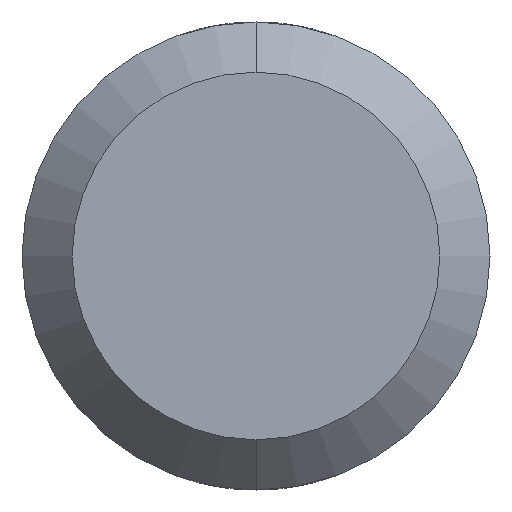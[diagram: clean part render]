
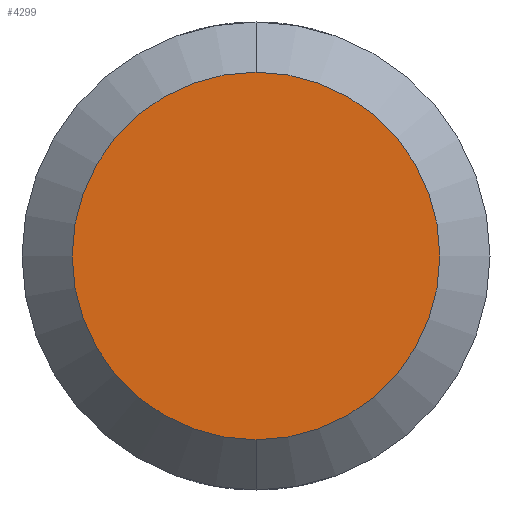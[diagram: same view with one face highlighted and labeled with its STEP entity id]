
A CAD part, front view. The second image highlights one B-rep face of the part: STEP entity #4299.
In plain terms, the highlighted planar face has unit normal (0, -1, 0).
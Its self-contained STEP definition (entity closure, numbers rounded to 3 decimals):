
#158 = CARTESIAN_POINT ( 'NONE',  ( 0., 0., 0. ) ) ;
#465 = VERTEX_POINT ( 'NONE', #745 ) ;
#528 = ORIENTED_EDGE ( 'NONE', *, *, #5714, .T. ) ;
#745 = CARTESIAN_POINT ( 'NONE',  ( 0., 0., -11. ) ) ;
#1561 = AXIS2_PLACEMENT_3D ( 'NONE', #4938, #3353, #6486 ) ;
#1622 = DIRECTION ( 'NONE',  ( 0., 0., -1. ) ) ;
#1986 = CARTESIAN_POINT ( 'NONE',  ( 0., 0., 0. ) ) ;
#2163 = DIRECTION ( 'NONE',  ( 0., -1., 0. ) ) ;
#2222 = PLANE ( 'NONE',  #1561 ) ;
#2591 = AXIS2_PLACEMENT_3D ( 'NONE', #158, #2163, #1622 ) ;
#3353 = DIRECTION ( 'NONE',  ( 0., -1., 0. ) ) ;
#3464 = DIRECTION ( 'NONE',  ( 0., 0., -1. ) ) ;
#3572 = FACE_OUTER_BOUND ( 'NONE', #4714, .T. ) ;
#3803 = CIRCLE ( 'NONE', #4497, 11. ) ;
#4299 = ADVANCED_FACE ( 'NONE', ( #3572 ), #2222, .T. ) ;
#4497 = AXIS2_PLACEMENT_3D ( 'NONE', #1986, #5528, #3464 ) ;
#4706 = EDGE_CURVE ( 'NONE', #6497, #465, #5362, .T. ) ;
#4714 = EDGE_LOOP ( 'NONE', ( #4992, #528 ) ) ;
#4938 = CARTESIAN_POINT ( 'NONE',  ( 11., 0., 0. ) ) ;
#4992 = ORIENTED_EDGE ( 'NONE', *, *, #4706, .T. ) ;
#5362 = CIRCLE ( 'NONE', #2591, 11. ) ;
#5528 = DIRECTION ( 'NONE',  ( 0., -1., 0. ) ) ;
#5714 = EDGE_CURVE ( 'NONE', #465, #6497, #3803, .T. ) ;
#5847 = CARTESIAN_POINT ( 'NONE',  ( 0., 0., 11. ) ) ;
#6486 = DIRECTION ( 'NONE',  ( 0., 0., -1. ) ) ;
#6497 = VERTEX_POINT ( 'NONE', #5847 ) ;
